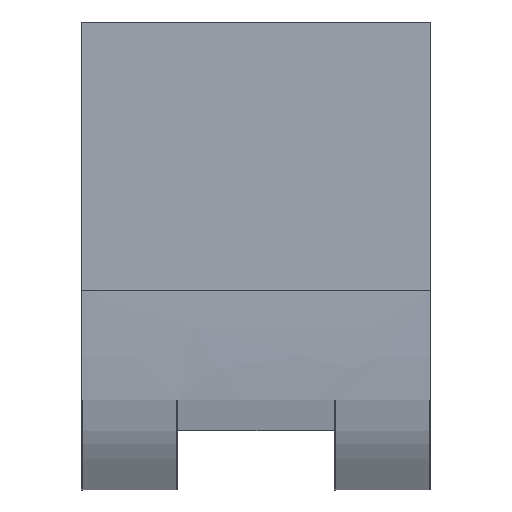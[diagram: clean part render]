
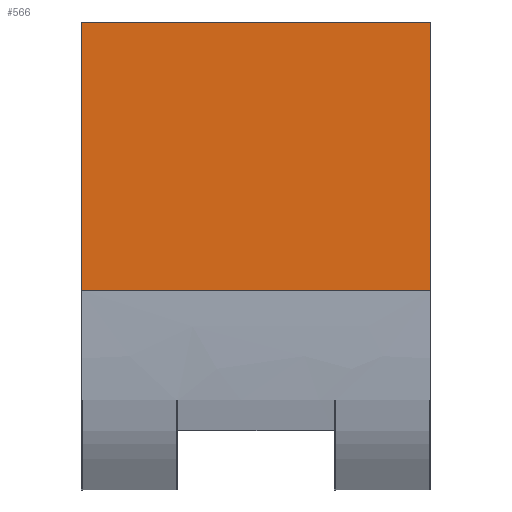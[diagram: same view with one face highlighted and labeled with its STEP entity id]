
A CAD part, front view. The second image highlights one B-rep face of the part: STEP entity #566.
In plain terms, the highlighted planar face has unit normal (0, -1, 0).
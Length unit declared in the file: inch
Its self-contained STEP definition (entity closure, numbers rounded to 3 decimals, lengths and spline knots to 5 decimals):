
#37 = CARTESIAN_POINT ( 'NONE',  ( -15., 1.25, 1.153 ) ) ;
#54 = DIRECTION ( 'NONE',  ( 0., 0., -1. ) ) ;
#67 = CARTESIAN_POINT ( 'NONE',  ( 15., 1.25, -21.847 ) ) ;
#76 = EDGE_CURVE ( 'NONE', #1191, #217, #867, .T. ) ;
#98 = VECTOR ( 'NONE', #773, 39.37008 ) ;
#109 = CARTESIAN_POINT ( 'NONE',  ( 0., 1.25, 1.153 ) ) ;
#172 = CARTESIAN_POINT ( 'NONE',  ( 0., 1.25, -21.847 ) ) ;
#201 = ORIENTED_EDGE ( 'NONE', *, *, #76, .F. ) ;
#217 = VERTEX_POINT ( 'NONE', #67 ) ;
#312 = FACE_OUTER_BOUND ( 'NONE', #329, .T. ) ;
#329 = EDGE_LOOP ( 'NONE', ( #201, #331, #422, #1247 ) ) ;
#331 = ORIENTED_EDGE ( 'NONE', *, *, #1405, .F. ) ;
#393 = DIRECTION ( 'NONE',  ( 1., 0., 0. ) ) ;
#401 = CARTESIAN_POINT ( 'NONE',  ( 0., 1.25, 1.153 ) ) ;
#422 = ORIENTED_EDGE ( 'NONE', *, *, #698, .T. ) ;
#489 = DIRECTION ( 'NONE',  ( 1., 0., 0. ) ) ;
#490 = AXIS2_PLACEMENT_3D ( 'NONE', #109, #875, #1397 ) ;
#508 = VERTEX_POINT ( 'NONE', #1215 ) ;
#535 = VECTOR ( 'NONE', #489, 39.37008 ) ;
#543 = VERTEX_POINT ( 'NONE', #963 ) ;
#566 = ADVANCED_FACE ( 'NONE', ( #312 ), #744, .T. ) ;
#584 = LINE ( 'NONE', #37, #1137 ) ;
#698 = EDGE_CURVE ( 'NONE', #508, #543, #584, .T. ) ;
#744 = PLANE ( 'NONE',  #490 ) ;
#773 = DIRECTION ( 'NONE',  ( 0., 0., -1. ) ) ;
#779 = EDGE_CURVE ( 'NONE', #543, #217, #798, .T. ) ;
#798 = LINE ( 'NONE', #172, #535 ) ;
#867 = LINE ( 'NONE', #1297, #98 ) ;
#875 = DIRECTION ( 'NONE',  ( 0., -1., 0. ) ) ;
#963 = CARTESIAN_POINT ( 'NONE',  ( -15., 1.25, -21.847 ) ) ;
#1137 = VECTOR ( 'NONE', #54, 39.37008 ) ;
#1165 = VECTOR ( 'NONE', #393, 39.37008 ) ;
#1191 = VERTEX_POINT ( 'NONE', #1214 ) ;
#1214 = CARTESIAN_POINT ( 'NONE',  ( 15., 1.25, 1.153 ) ) ;
#1215 = CARTESIAN_POINT ( 'NONE',  ( -15., 1.25, 1.153 ) ) ;
#1247 = ORIENTED_EDGE ( 'NONE', *, *, #779, .T. ) ;
#1297 = CARTESIAN_POINT ( 'NONE',  ( 15., 1.25, 1.153 ) ) ;
#1378 = LINE ( 'NONE', #401, #1165 ) ;
#1397 = DIRECTION ( 'NONE',  ( 0., 0., -1. ) ) ;
#1405 = EDGE_CURVE ( 'NONE', #508, #1191, #1378, .T. ) ;
